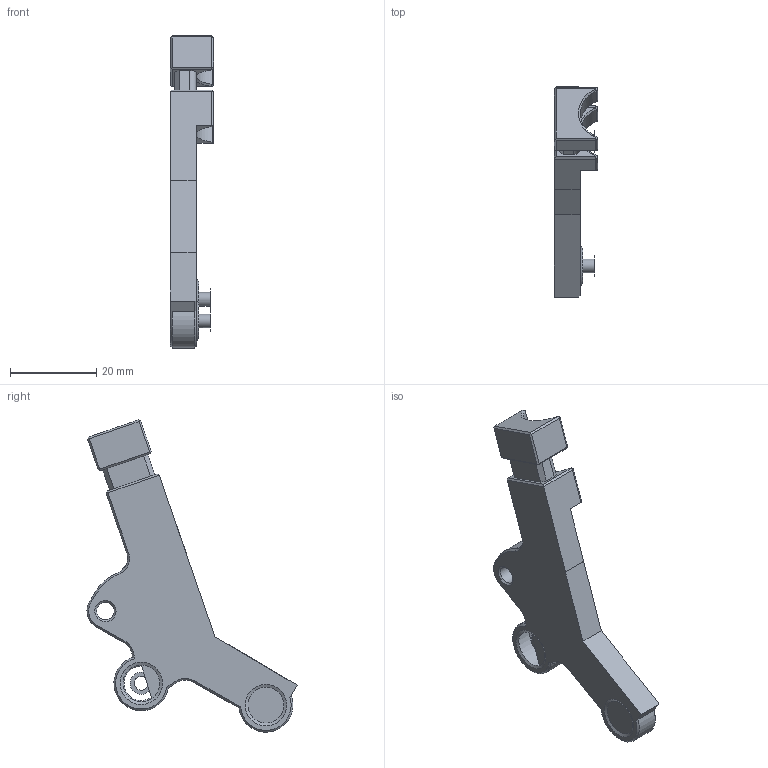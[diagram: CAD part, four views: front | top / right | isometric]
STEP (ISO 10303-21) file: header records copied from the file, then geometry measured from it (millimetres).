
FILE_DESCRIPTION(/* description */ (''),/* implementation_level */ '2;1');
FILE_NAME(/* name */ 'MicroSherpa_Carabiner_Strain_Relief.step',/* time_stamp */ '2024-05-18T10:24:44-07:00',/* author */ (''),/* organization */ (''),/* preprocessor_version */ 'ST-DEVELOPER v20',/* originating_system */ 'Autodesk Translation Framework v12.20.1.177',/* authorisation */ '');
FILE_SCHEMA (('AUTOMOTIVE_DESIGN { 1 0 10303 214 3 1 1 }'));
Length unit declared in the file: millimetre
Products named in the file (1): MicroSherpa_Carabiner_Strain_Relief
Bounding box: 10 x 48.65 x 72.3 mm (x, y, z)
Volume: 8281.6 mm3; surface area: 4523.9 mm2
Topology: 1 solids, 1 shells, 104 faces, 258 edges, 160 vertices
Faces by surface type: plane 52, bspline 19, cone 17, cylinder 14, torus 2
Full cylindrical faces by diameter (mm): 4.1 x1
Entity records: 3652 total; most frequent: CARTESIAN_POINT 1275, ORIENTED_EDGE 516, DIRECTION 424, EDGE_CURVE 258, VERTEX_POINT 160, LINE 152, VECTOR 152, AXIS2_PLACEMENT_3D 136
